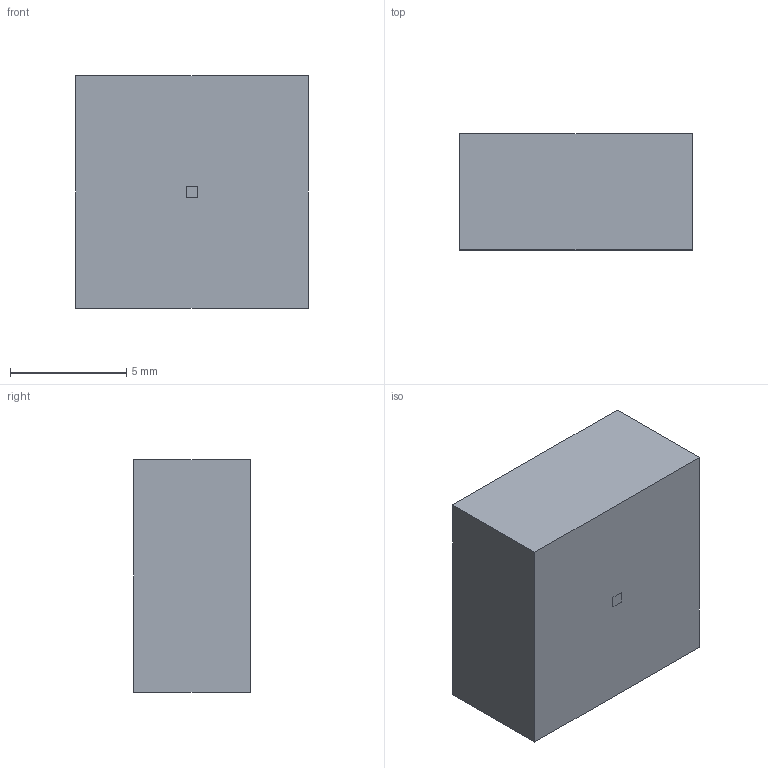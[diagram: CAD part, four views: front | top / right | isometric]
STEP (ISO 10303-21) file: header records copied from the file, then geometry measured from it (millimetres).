
FILE_DESCRIPTION(('FreeCAD Model'),'2;1');
FILE_NAME('Open CASCADE Shape Model','2022-02-25T11:41:47',(''),(''), 'Open CASCADE STEP processor 7.5','FreeCAD','Unknown');
FILE_SCHEMA(('AUTOMOTIVE_DESIGN { 1 0 10303 214 1 1 1 1 }'));
Length unit declared in the file: millimetre
Products named in the file (1): BooleanFragments
Bounding box: 10 x 5 x 10 mm (x, y, z)
Volume: 500 mm3; surface area: 400 mm2
Topology: 1 solids, 1 shells, 7 faces, 20 edges, 20 vertices
Faces by surface type: plane 7
Entity records: 470 total; most frequent: CARTESIAN_POINT 80, DIRECTION 68, LINE 52, VECTOR 52, ORIENTED_EDGE 32, PCURVE 32, DEFINITIONAL_REPRESENTATION 32, EDGE_CURVE 16
